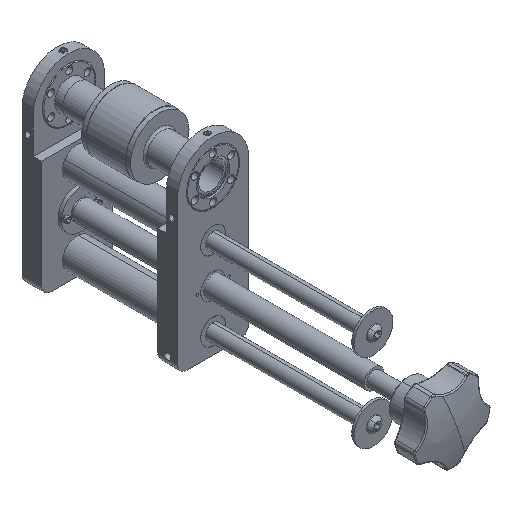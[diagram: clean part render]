
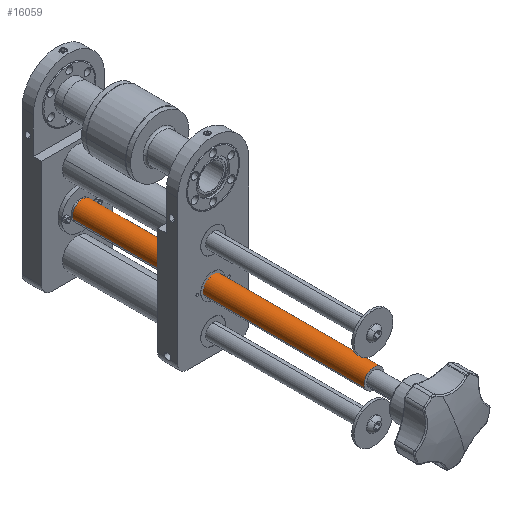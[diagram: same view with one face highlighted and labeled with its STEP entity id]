
A CAD part, isometric view. The second image highlights one B-rep face of the part: STEP entity #16059.
In plain terms, the highlighted cylindrical face has radius 6.35 mm (diameter 12.7 mm), a partial arc.
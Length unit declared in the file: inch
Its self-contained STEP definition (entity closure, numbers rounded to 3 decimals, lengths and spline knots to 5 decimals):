
#621 = VERTEX_POINT ( 'NONE', #10460 ) ;
#1351 = CARTESIAN_POINT ( 'NONE',  ( 0.23488, -8.014, -2.28938 ) ) ;
#1468 = VECTOR ( 'NONE', #12635, 39.37008 ) ;
#2236 = AXIS2_PLACEMENT_3D ( 'NONE', #14040, #4539, #15660 ) ;
#2813 = AXIS2_PLACEMENT_3D ( 'NONE', #8562, #19714, #10147 ) ;
#3280 = CARTESIAN_POINT ( 'NONE',  ( 0.23488, -0.629, -2.28938 ) ) ;
#3880 = LINE ( 'NONE', #19790, #16067 ) ;
#4110 = DIRECTION ( 'NONE',  ( 0., 1., 0. ) ) ;
#4539 = DIRECTION ( 'NONE',  ( 0., -1., 0. ) ) ;
#4747 = VERTEX_POINT ( 'NONE', #6239 ) ;
#5695 = LINE ( 'NONE', #18995, #1468 ) ;
#6239 = CARTESIAN_POINT ( 'NONE',  ( -0.23488, -8.014, -2.46062 ) ) ;
#7775 = EDGE_CURVE ( 'NONE', #4747, #621, #3880, .T. ) ;
#7997 = AXIS2_PLACEMENT_3D ( 'NONE', #12027, #4110, #13672 ) ;
#8562 = CARTESIAN_POINT ( 'NONE',  ( 0., -8.014, -2.375 ) ) ;
#10009 = EDGE_CURVE ( 'NONE', #18906, #621, #12824, .T. ) ;
#10147 = DIRECTION ( 'NONE',  ( 0.94, 0., 0.342 ) ) ;
#10259 = FACE_OUTER_BOUND ( 'NONE', #20072, .T. ) ;
#10460 = CARTESIAN_POINT ( 'NONE',  ( -0.23488, -0.629, -2.46062 ) ) ;
#10720 = ORIENTED_EDGE ( 'NONE', *, *, #10009, .T. ) ;
#10793 = CIRCLE ( 'NONE', #2813, 0.25 ) ;
#12020 = CYLINDRICAL_SURFACE ( 'NONE', #7997, 0.25 ) ;
#12027 = CARTESIAN_POINT ( 'NONE',  ( 0., -8.014, -2.375 ) ) ;
#12635 = DIRECTION ( 'NONE',  ( 0., 1., 0. ) ) ;
#12824 = CIRCLE ( 'NONE', #2236, 0.25 ) ;
#12874 = ORIENTED_EDGE ( 'NONE', *, *, #15490, .F. ) ;
#13672 = DIRECTION ( 'NONE',  ( -0.94, 0., -0.342 ) ) ;
#14040 = CARTESIAN_POINT ( 'NONE',  ( 0., -0.629, -2.375 ) ) ;
#15490 = EDGE_CURVE ( 'NONE', #15614, #4747, #10793, .T. ) ;
#15614 = VERTEX_POINT ( 'NONE', #1351 ) ;
#15660 = DIRECTION ( 'NONE',  ( 0.94, 0., 0.342 ) ) ;
#16059 = ADVANCED_FACE ( 'NONE', ( #10259 ), #12020, .T. ) ;
#16067 = VECTOR ( 'NONE', #18245, 39.37008 ) ;
#18245 = DIRECTION ( 'NONE',  ( 0., 1., 0. ) ) ;
#18802 = EDGE_CURVE ( 'NONE', #15614, #18906, #5695, .T. ) ;
#18906 = VERTEX_POINT ( 'NONE', #3280 ) ;
#18946 = ORIENTED_EDGE ( 'NONE', *, *, #18802, .T. ) ;
#18995 = CARTESIAN_POINT ( 'NONE',  ( 0.23488, -8.014, -2.28938 ) ) ;
#19103 = ORIENTED_EDGE ( 'NONE', *, *, #7775, .F. ) ;
#19714 = DIRECTION ( 'NONE',  ( 0., -1., 0. ) ) ;
#19790 = CARTESIAN_POINT ( 'NONE',  ( -0.23488, -8.014, -2.46062 ) ) ;
#20072 = EDGE_LOOP ( 'NONE', ( #12874, #18946, #10720, #19103 ) ) ;
